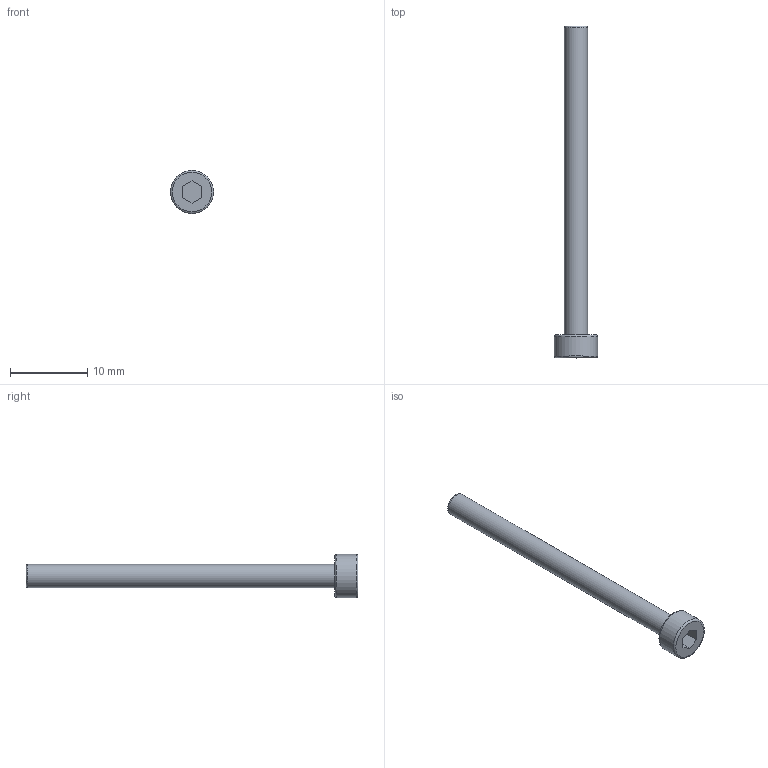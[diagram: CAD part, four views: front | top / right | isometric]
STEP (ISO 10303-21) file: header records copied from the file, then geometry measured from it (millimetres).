
FILE_DESCRIPTION(/* description */ (''),/* implementation_level */ '2;1');
FILE_NAME(/* name */ 'M3 40mm Hex Cap Screw v2.step',/* time_stamp */ '2020-01-11T21:57:24-05:00',/* author */ (''),/* organization */ (''),/* preprocessor_version */ 'ST-DEVELOPER v18',/* originating_system */ 'Autodesk Translation Framework v8.12.0.6',/* authorisation */ '');
FILE_SCHEMA (('AUTOMOTIVE_DESIGN { 1 0 10303 214 3 1 1 }'));
Length unit declared in the file: millimetre
Products named in the file (1): M3 40mm Hex Cap Screw
Bounding box: 5.6 x 43 x 5.6 mm (x, y, z)
Volume: 345.2 mm3; surface area: 491.5 mm2
Topology: 1 solids, 1 shells, 15 faces, 36 edges, 25 vertices
Faces by surface type: plane 10, torus 3, cylinder 2
Full cylindrical faces by diameter (mm): 3 x1, 5.6 x1
Entity records: 490 total; most frequent: DIRECTION 84, CARTESIAN_POINT 77, ORIENTED_EDGE 72, EDGE_CURVE 36, AXIS2_PLACEMENT_3D 32, VERTEX_POINT 25, LINE 20, VECTOR 20
